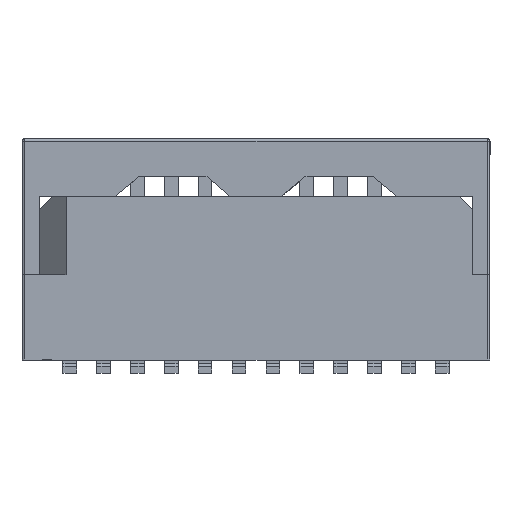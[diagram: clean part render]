
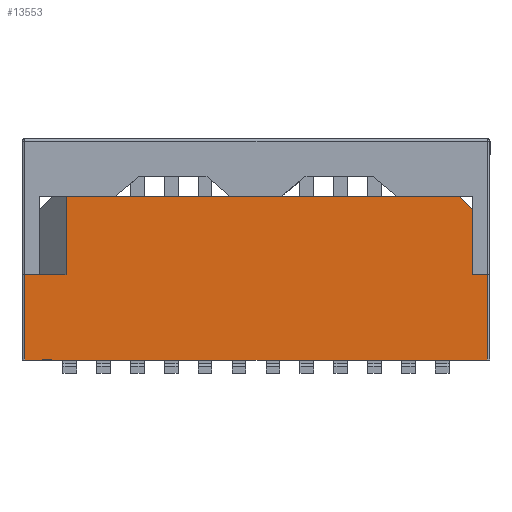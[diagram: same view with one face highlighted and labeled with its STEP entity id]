
A CAD part, left-side view. The second image highlights one B-rep face of the part: STEP entity #13553.
In plain terms, the highlighted face is planar.
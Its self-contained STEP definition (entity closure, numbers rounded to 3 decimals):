
#4084=ORIENTED_EDGE('',*,*,#6306,.T.);
#4085=ORIENTED_EDGE('',*,*,#5776,.T.);
#4086=ORIENTED_EDGE('',*,*,#6345,.T.);
#4087=ORIENTED_EDGE('',*,*,#5780,.T.);
#4088=ORIENTED_EDGE('',*,*,#6286,.F.);
#4089=ORIENTED_EDGE('',*,*,#6274,.F.);
#4090=ORIENTED_EDGE('',*,*,#6245,.F.);
#4091=ORIENTED_EDGE('',*,*,#6346,.T.);
#4092=ORIENTED_EDGE('',*,*,#6256,.T.);
#5776=EDGE_CURVE('',#7282,#7284,#8615,.T.);
#5780=EDGE_CURVE('',#7285,#7288,#8617,.T.);
#6245=EDGE_CURVE('',#7633,#7634,#9030,.T.);
#6256=EDGE_CURVE('',#7641,#7643,#9041,.T.);
#6274=EDGE_CURVE('',#7634,#7655,#9059,.T.);
#6286=EDGE_CURVE('',#7655,#7288,#9071,.T.);
#6306=EDGE_CURVE('',#7643,#7282,#9091,.T.);
#6345=EDGE_CURVE('',#7284,#7285,#9130,.T.);
#6346=EDGE_CURVE('',#7633,#7641,#9131,.T.);
#7282=VERTEX_POINT('',#24651);
#7284=VERTEX_POINT('',#24655);
#7285=VERTEX_POINT('',#24659);
#7288=VERTEX_POINT('',#24664);
#7633=VERTEX_POINT('',#25622);
#7634=VERTEX_POINT('',#25623);
#7641=VERTEX_POINT('',#25640);
#7643=VERTEX_POINT('',#25644);
#7655=VERTEX_POINT('',#25682);
#8615=LINE('',#24656,#10107);
#8617=LINE('',#24665,#10109);
#9030=LINE('',#25621,#10522);
#9041=LINE('',#25645,#10533);
#9059=LINE('',#25681,#10551);
#9071=LINE('',#25705,#10563);
#9091=LINE('',#25743,#10583);
#9130=LINE('',#25821,#10622);
#9131=LINE('',#25822,#10623);
#10107=VECTOR('',#18927,1000.);
#10109=VECTOR('',#18935,1000.);
#10522=VECTOR('',#19746,1000.);
#10533=VECTOR('',#19761,1000.);
#10551=VECTOR('',#19793,1000.);
#10563=VECTOR('',#19809,1000.);
#10583=VECTOR('',#19837,1000.);
#10622=VECTOR('',#19906,1000.);
#10623=VECTOR('',#19907,1000.);
#11439=EDGE_LOOP('',(#4084,#4085,#4086,#4087,#4088,#4089,#4090,#4091,#4092));
#12224=FACE_BOUND('',#11439,.T.);
#12814=PLANE('',#16678);
#13553=ADVANCED_FACE('',(#12224),#12814,.T.);
#16678=AXIS2_PLACEMENT_3D('',#25820,#19904,#19905);
#18927=DIRECTION('',(0.,0.,-1.));
#18935=DIRECTION('',(0.,0.,1.));
#19746=DIRECTION('',(0.707,0.,-0.707));
#19761=DIRECTION('',(0.,0.,-1.));
#19793=DIRECTION('',(0.,0.,-1.));
#19809=DIRECTION('',(1.,0.,0.));
#19837=DIRECTION('',(-1.,0.,0.));
#19904=DIRECTION('',(0.,-1.,0.));
#19905=DIRECTION('',(0.,0.,-1.));
#19906=DIRECTION('',(1.,0.,0.));
#19907=DIRECTION('',(-1.,0.,0.));
#24651=CARTESIAN_POINT('',(-8.675,-7.35,3.2));
#24655=CARTESIAN_POINT('',(-8.675,-7.35,0.));
#24656=CARTESIAN_POINT('',(-8.675,-7.35,0.));
#24659=CARTESIAN_POINT('',(8.675,-7.35,0.));
#24664=CARTESIAN_POINT('',(8.675,-7.35,3.2));
#24665=CARTESIAN_POINT('',(8.675,-7.35,3.2));
#25621=CARTESIAN_POINT('',(6.888,-7.35,6.888));
#25622=CARTESIAN_POINT('',(7.625,-7.35,6.15));
#25623=CARTESIAN_POINT('',(8.125,-7.35,5.65));
#25640=CARTESIAN_POINT('',(-7.125,-7.35,6.15));
#25644=CARTESIAN_POINT('',(-7.125,-7.35,3.2));
#25645=CARTESIAN_POINT('',(-7.125,-7.35,0.));
#25681=CARTESIAN_POINT('',(8.125,-7.35,0.));
#25682=CARTESIAN_POINT('',(8.125,-7.35,3.2));
#25705=CARTESIAN_POINT('',(0.,-7.35,3.2));
#25743=CARTESIAN_POINT('',(0.,-7.35,3.2));
#25820=CARTESIAN_POINT('',(0.,-7.35,0.));
#25821=CARTESIAN_POINT('',(-8.775,-7.35,0.));
#25822=CARTESIAN_POINT('',(8.775,-7.35,6.15));
